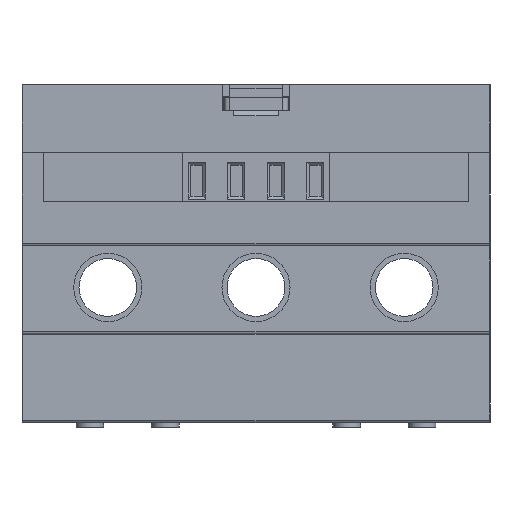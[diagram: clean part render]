
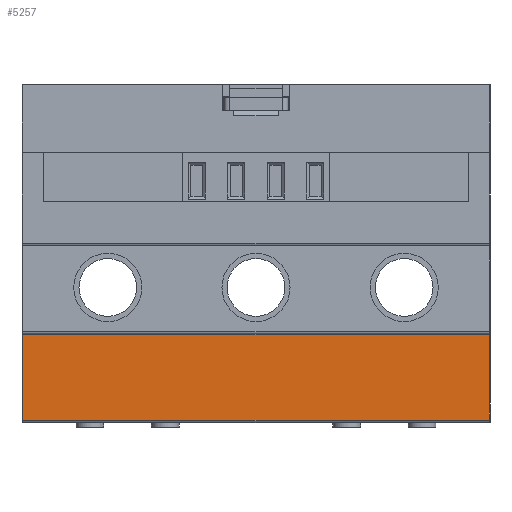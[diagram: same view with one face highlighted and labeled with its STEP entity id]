
A CAD part, front view. The second image highlights one B-rep face of the part: STEP entity #5257.
In plain terms, the highlighted planar face has unit normal (0, -1, 0).
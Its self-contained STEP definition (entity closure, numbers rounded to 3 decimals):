
#1421 = CARTESIAN_POINT ( 'NONE',  ( -44.9, 22.5, -48. ) ) ;
#2186 = EDGE_CURVE ( 'NONE', #16987, #22283, #21929, .T. ) ;
#4468 = PLANE ( 'NONE',  #11857 ) ;
#4665 = VERTEX_POINT ( 'NONE', #1421 ) ;
#5185 = EDGE_LOOP ( 'NONE', ( #6148, #14551, #16104, #12078 ) ) ;
#5257 = ADVANCED_FACE ( 'NONE', ( #15167 ), #4468, .F. ) ;
#6148 = ORIENTED_EDGE ( 'NONE', *, *, #10596, .T. ) ;
#7094 = DIRECTION ( 'NONE',  ( 1., 0., 0. ) ) ;
#7846 = CARTESIAN_POINT ( 'NONE',  ( 44.9, 22.5, -65. ) ) ;
#8998 = CARTESIAN_POINT ( 'NONE',  ( 45., 22.5, -65. ) ) ;
#9215 = CARTESIAN_POINT ( 'NONE',  ( 45., 22.5, -64.5 ) ) ;
#9314 = LINE ( 'NONE', #23660, #9649 ) ;
#9356 = DIRECTION ( 'NONE',  ( -1., 0., 0. ) ) ;
#9628 = VECTOR ( 'NONE', #9356, 1000. ) ;
#9649 = VECTOR ( 'NONE', #17482, 1000. ) ;
#10596 = EDGE_CURVE ( 'NONE', #22283, #4665, #11360, .T. ) ;
#10852 = CARTESIAN_POINT ( 'NONE',  ( 44.9, 22.5, -64.5 ) ) ;
#10865 = EDGE_CURVE ( 'NONE', #4665, #19892, #9314, .T. ) ;
#11360 = LINE ( 'NONE', #18639, #9628 ) ;
#11457 = EDGE_CURVE ( 'NONE', #19892, #16987, #16744, .T. ) ;
#11857 = AXIS2_PLACEMENT_3D ( 'NONE', #8998, #13023, #14910 ) ;
#12078 = ORIENTED_EDGE ( 'NONE', *, *, #2186, .T. ) ;
#13023 = DIRECTION ( 'NONE',  ( 0., 1., 0. ) ) ;
#14551 = ORIENTED_EDGE ( 'NONE', *, *, #10865, .T. ) ;
#14910 = DIRECTION ( 'NONE',  ( 0., 0., 1. ) ) ;
#15167 = FACE_OUTER_BOUND ( 'NONE', #5185, .T. ) ;
#16104 = ORIENTED_EDGE ( 'NONE', *, *, #11457, .T. ) ;
#16744 = LINE ( 'NONE', #9215, #22455 ) ;
#16987 = VERTEX_POINT ( 'NONE', #10852 ) ;
#17482 = DIRECTION ( 'NONE',  ( 0., 0., -1. ) ) ;
#18639 = CARTESIAN_POINT ( 'NONE',  ( 45., 22.5, -48. ) ) ;
#18813 = CARTESIAN_POINT ( 'NONE',  ( 44.9, 22.5, -48. ) ) ;
#19797 = DIRECTION ( 'NONE',  ( 0., 0., 1. ) ) ;
#19892 = VERTEX_POINT ( 'NONE', #20684 ) ;
#20684 = CARTESIAN_POINT ( 'NONE',  ( -44.9, 22.5, -64.5 ) ) ;
#21929 = LINE ( 'NONE', #7846, #22912 ) ;
#22283 = VERTEX_POINT ( 'NONE', #18813 ) ;
#22455 = VECTOR ( 'NONE', #7094, 1000. ) ;
#22912 = VECTOR ( 'NONE', #19797, 1000. ) ;
#23660 = CARTESIAN_POINT ( 'NONE',  ( -44.9, 22.5, -64.5 ) ) ;
